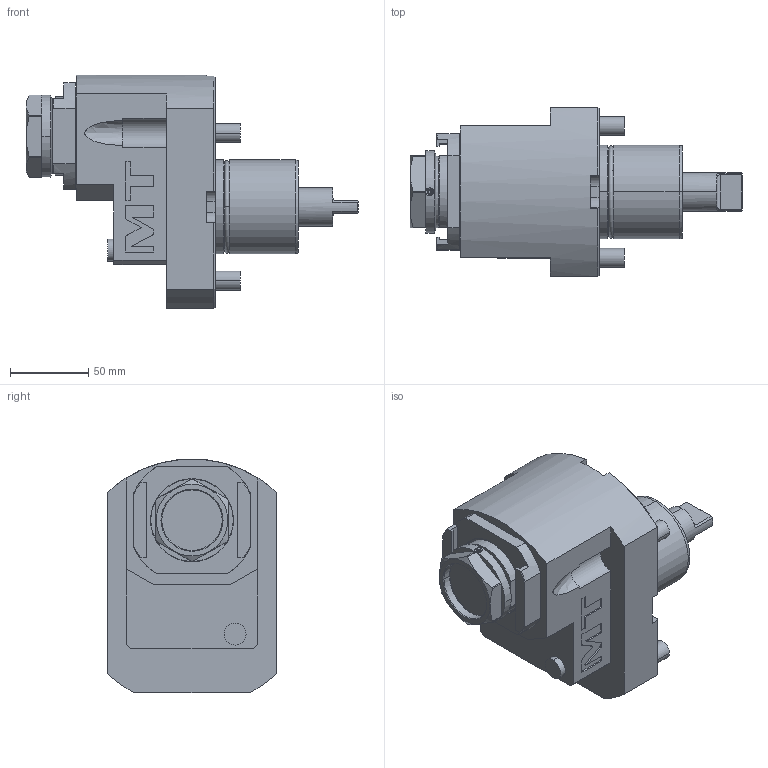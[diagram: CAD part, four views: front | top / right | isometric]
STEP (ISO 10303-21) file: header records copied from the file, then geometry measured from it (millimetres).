
FILE_DESCRIPTION((''),'2;1');
FILE_NAME('MNL1210240_CONF','2023-02-13T08:23:27',('sterribile'),('M.T. srl'),'CREO PARAMETRIC BY PTC INC, 2021072','CREO PARAMETRIC BY PTC INC, 2021072','');
FILE_SCHEMA(('CONFIG_CONTROL_DESIGN'));
Length unit declared in the file: millimetre
Products named in the file (1): MNL1210240_CONF
Bounding box: 211.5 x 108 x 148.92 mm (x, y, z)
Volume: 1169265.3 mm3; surface area: 103641.5 mm2
Topology: 2 solids, 2 shells, 289 faces, 730 edges, 472 vertices
Faces by surface type: plane 159, cylinder 75, cone 32, torus 17, extrusion 4, bspline 2
Entity records: 9565 total; most frequent: CARTESIAN_POINT 2450, DIRECTION 1492, ORIENTED_EDGE 1460, EDGE_CURVE 730, AXIS2_PLACEMENT_3D 527, VERTEX_POINT 472, VECTOR 438, LINE 434
